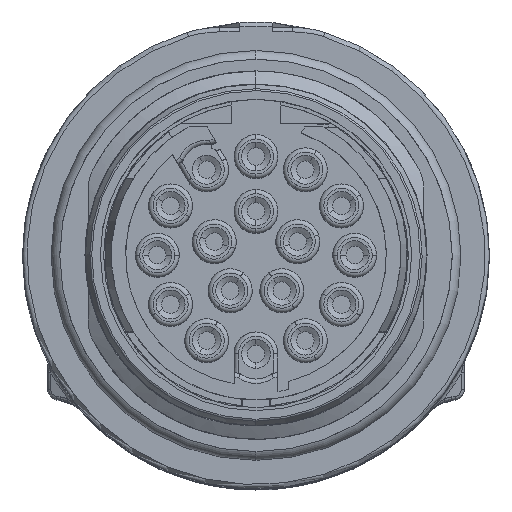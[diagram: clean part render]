
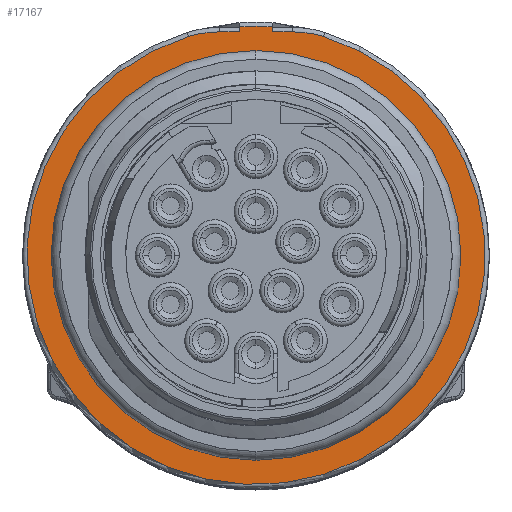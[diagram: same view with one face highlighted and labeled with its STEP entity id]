
A CAD part, top view. The second image highlights one B-rep face of the part: STEP entity #17167.
In plain terms, the highlighted planar face has unit normal (0, 0, 1).
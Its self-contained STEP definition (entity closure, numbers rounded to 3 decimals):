
#5436=CARTESIAN_POINT('',(0.,0.,-13.8));
#5437=DIRECTION('',(0.,0.,-1.));
#5438=DIRECTION('',(-0.072,0.997,0.));
#5439=AXIS2_PLACEMENT_3D('',#5436,#5437,#5438);
#5441=CARTESIAN_POINT('',(0.,0.,-13.8));
#5442=DIRECTION('',(0.,0.,-1.));
#5443=DIRECTION('',(0.,1.,0.));
#5444=AXIS2_PLACEMENT_3D('',#5441,#5442,#5443);
#5446=DIRECTION('',(0.,-1.,0.));
#5447=VECTOR('',#5446,0.223);
#5448=CARTESIAN_POINT('',(0.75,10.423,
-13.8));
#5449=LINE('',#5448,#5447);
#5450=CARTESIAN_POINT('',(1.662,5.4,-13.8));
#5451=DIRECTION('',(0.,0.,-1.));
#5452=DIRECTION('',(0.,1.,0.));
#5453=AXIS2_PLACEMENT_3D('',#5450,#5451,#5452);
#5455=CARTESIAN_POINT('',(0.,0.,-13.8));
#5456=DIRECTION('',(0.,0.,-1.));
#5457=DIRECTION('',(0.294,0.956,0.));
#5458=AXIS2_PLACEMENT_3D('',#5455,#5456,#5457);
#5460=CARTESIAN_POINT('',(0.,0.,-13.8));
#5461=DIRECTION('',(0.,0.,-1.));
#5462=DIRECTION('',(0.294,-0.956,0.));
#5463=AXIS2_PLACEMENT_3D('',#5460,#5461,#5462);
#5465=CARTESIAN_POINT('',(-1.662,5.4,-13.8));
#5466=DIRECTION('',(0.,0.,-1.));
#5467=DIRECTION('',(-0.294,0.956,0.));
#5468=AXIS2_PLACEMENT_3D('',#5465,#5466,#5467);
#5470=DIRECTION('',(0.,1.,0.));
#5471=VECTOR('',#5470,0.223);
#5472=CARTESIAN_POINT('',(-0.75,10.2,
-13.8));
#5473=LINE('',#5472,#5471);
#5474=CARTESIAN_POINT('',(0.,0.,-13.8));
#5475=DIRECTION('',(0.,0.,1.));
#5476=DIRECTION('',(1.,0.,0.));
#5477=AXIS2_PLACEMENT_3D('',#5474,#5475,#5476);
#5479=CARTESIAN_POINT('',(0.,0.,-13.8));
#5480=DIRECTION('',(0.,0.,1.));
#5481=DIRECTION('',(-1.,0.,0.));
#5482=AXIS2_PLACEMENT_3D('',#5479,#5480,#5481);
#5535=DIRECTION('',(-1.,0.,0.));
#5536=VECTOR('',#5535,0.912);
#5537=CARTESIAN_POINT('',(-0.75,10.2,
-13.8));
#5538=LINE('',#5537,#5536);
#5597=DIRECTION('',(-1.,0.,0.));
#5598=VECTOR('',#5597,0.912);
#5599=CARTESIAN_POINT('',(1.662,10.2,-13.8));
#5600=LINE('',#5599,#5598);
#7741=CARTESIAN_POINT('',(0.,10.45,-13.8));
#7742=CARTESIAN_POINT('',(0.75,10.423,-13.8));
#7743=VERTEX_POINT('',#7741);
#7744=VERTEX_POINT('',#7742);
#7745=CARTESIAN_POINT('',(-0.75,10.423,-13.8));
#7746=VERTEX_POINT('',#7745);
#7747=CARTESIAN_POINT('',(0.75,10.2,
-13.8));
#7748=VERTEX_POINT('',#7747);
#7749=CARTESIAN_POINT('',(1.662,10.2,-13.8));
#7750=VERTEX_POINT('',#7749);
#7751=CARTESIAN_POINT('',(3.074,9.988,-13.8));
#7752=VERTEX_POINT('',#7751);
#7753=CARTESIAN_POINT('',(3.074,-9.988,-13.8));
#7754=CARTESIAN_POINT('',(-3.074,9.988,-13.8));
#7755=VERTEX_POINT('',#7753);
#7756=VERTEX_POINT('',#7754);
#7757=CARTESIAN_POINT('',(-1.662,10.2,-13.8));
#7758=VERTEX_POINT('',#7757);
#7759=CARTESIAN_POINT('',(-0.75,10.2,
-13.8));
#7760=VERTEX_POINT('',#7759);
#7761=CARTESIAN_POINT('',(8.95,0.,-13.8));
#7762=CARTESIAN_POINT('',(-8.95,0.,-13.8));
#7763=VERTEX_POINT('',#7761);
#7764=VERTEX_POINT('',#7762);
#17136=CARTESIAN_POINT('',(0.,0.,-13.8));
#17137=DIRECTION('',(0.,0.,1.));
#17138=DIRECTION('',(1.,0.,0.));
#17139=AXIS2_PLACEMENT_3D('',#17136,#17137,#17138);
#17140=PLANE('',#17139);
#17142=ORIENTED_EDGE('',*,*,#17141,.T.);
#17144=ORIENTED_EDGE('',*,*,#17143,.T.);
#17146=ORIENTED_EDGE('',*,*,#17145,.T.);
#17148=ORIENTED_EDGE('',*,*,#17147,.F.);
#17150=ORIENTED_EDGE('',*,*,#17149,.T.);
#17152=ORIENTED_EDGE('',*,*,#17151,.T.);
#17154=ORIENTED_EDGE('',*,*,#17153,.T.);
#17156=ORIENTED_EDGE('',*,*,#17155,.T.);
#17158=ORIENTED_EDGE('',*,*,#17157,.F.);
#17160=ORIENTED_EDGE('',*,*,#17159,.T.);
#17161=EDGE_LOOP('',(#17142,#17144,#17146,#17148,#17150,#17152,#17154,#17156,
#17158,#17160));
#17162=FACE_OUTER_BOUND('',#17161,.F.);
#17163=ORIENTED_EDGE('',*,*,#17117,.T.);
#17164=ORIENTED_EDGE('',*,*,#17100,.T.);
#17165=EDGE_LOOP('',(#17163,#17164));
#17166=FACE_BOUND('',#17165,.F.);
#5440=CIRCLE('',#5439,10.45);
#5445=CIRCLE('',#5444,10.45);
#5454=CIRCLE('',#5453,4.8);
#5459=CIRCLE('',#5458,10.45);
#5464=CIRCLE('',#5463,10.45);
#5469=CIRCLE('',#5468,4.8);
#5478=CIRCLE('',#5477,8.95);
#5483=CIRCLE('',#5482,8.95);
#17100=EDGE_CURVE('',#7764,#7763,#5483,.T.);
#17117=EDGE_CURVE('',#7763,#7764,#5478,.T.);
#17141=EDGE_CURVE('',#7746,#7743,#5440,.T.);
#17143=EDGE_CURVE('',#7743,#7744,#5445,.T.);
#17145=EDGE_CURVE('',#7744,#7748,#5449,.T.);
#17147=EDGE_CURVE('',#7750,#7748,#5600,.T.);
#17149=EDGE_CURVE('',#7750,#7752,#5454,.T.);
#17151=EDGE_CURVE('',#7752,#7755,#5459,.T.);
#17153=EDGE_CURVE('',#7755,#7756,#5464,.T.);
#17155=EDGE_CURVE('',#7756,#7758,#5469,.T.);
#17157=EDGE_CURVE('',#7760,#7758,#5538,.T.);
#17159=EDGE_CURVE('',#7760,#7746,#5473,.T.);
#17167=ADVANCED_FACE('',(#17162,#17166),#17140,.T.);
